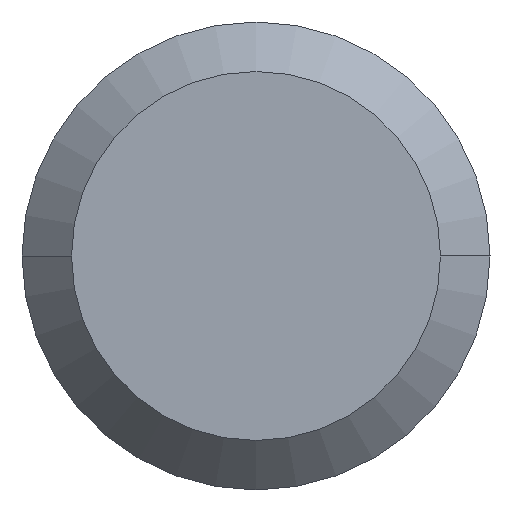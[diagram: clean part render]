
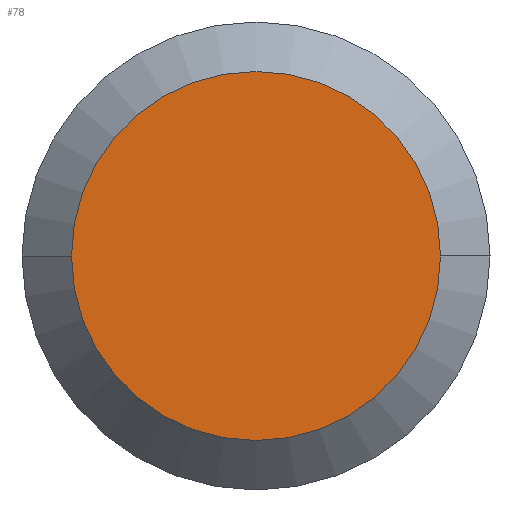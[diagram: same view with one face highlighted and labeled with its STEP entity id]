
A CAD part, left-side view. The second image highlights one B-rep face of the part: STEP entity #78.
In plain terms, the highlighted planar face has unit normal (-1, 0, 0).
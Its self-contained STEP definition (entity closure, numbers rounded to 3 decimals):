
#76 = EDGE_CURVE ( 'NONE', #377, #146, #373, .T. ) ;
#78 = ADVANCED_FACE ( 'NONE', ( #336 ), #85, .T. ) ;
#83 = AXIS2_PLACEMENT_3D ( 'NONE', #143, #140, #277 ) ;
#85 = PLANE ( 'NONE',  #190 ) ;
#140 = DIRECTION ( 'NONE',  ( 1., 0., 0. ) ) ;
#143 = CARTESIAN_POINT ( 'NONE',  ( 0., 0., 0. ) ) ;
#146 = VERTEX_POINT ( 'NONE', #414 ) ;
#159 = DIRECTION ( 'NONE',  ( 1., 0., 0. ) ) ;
#160 = CARTESIAN_POINT ( 'NONE',  ( 0., 0., 0. ) ) ;
#178 = DIRECTION ( 'NONE',  ( -1., 0., 0. ) ) ;
#188 = CARTESIAN_POINT ( 'NONE',  ( 0., -2.365, 0. ) ) ;
#190 = AXIS2_PLACEMENT_3D ( 'NONE', #344, #178, #402 ) ;
#253 = DIRECTION ( 'NONE',  ( 0., 1., 0. ) ) ;
#263 = AXIS2_PLACEMENT_3D ( 'NONE', #160, #159, #253 ) ;
#276 = EDGE_LOOP ( 'NONE', ( #323, #395 ) ) ;
#277 = DIRECTION ( 'NONE',  ( 0., 1., 0. ) ) ;
#310 = EDGE_CURVE ( 'NONE', #146, #377, #404, .T. ) ;
#323 = ORIENTED_EDGE ( 'NONE', *, *, #310, .F. ) ;
#336 = FACE_OUTER_BOUND ( 'NONE', #276, .T. ) ;
#344 = CARTESIAN_POINT ( 'NONE',  ( 0., 0., 0. ) ) ;
#373 = CIRCLE ( 'NONE', #83, 2.365 ) ;
#377 = VERTEX_POINT ( 'NONE', #188 ) ;
#395 = ORIENTED_EDGE ( 'NONE', *, *, #76, .F. ) ;
#402 = DIRECTION ( 'NONE',  ( 0., -1., 0. ) ) ;
#404 = CIRCLE ( 'NONE', #263, 2.365 ) ;
#414 = CARTESIAN_POINT ( 'NONE',  ( 0., 2.365, 0. ) ) ;
